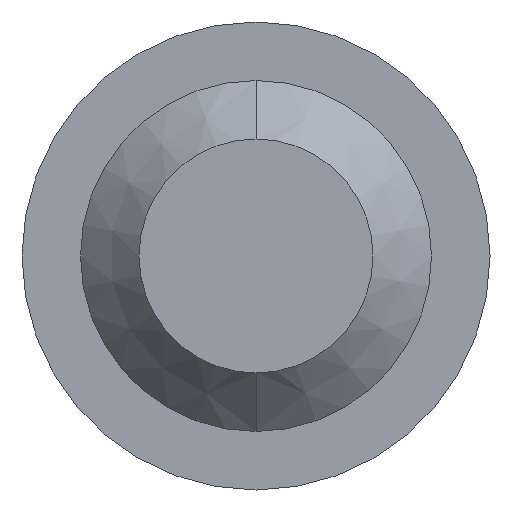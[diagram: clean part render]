
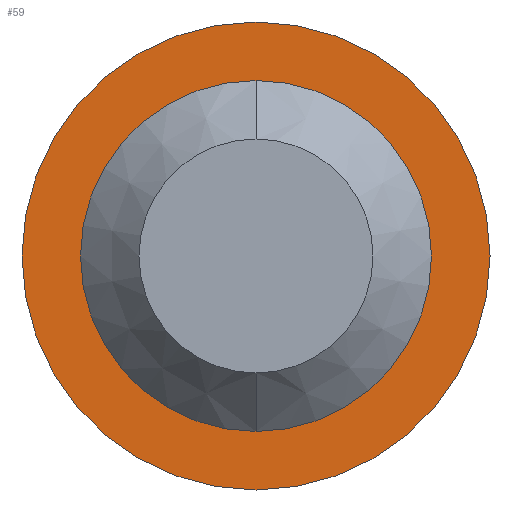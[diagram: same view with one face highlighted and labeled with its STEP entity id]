
A CAD part, front view. The second image highlights one B-rep face of the part: STEP entity #59.
In plain terms, the highlighted planar face has unit normal (0, -1, 0).
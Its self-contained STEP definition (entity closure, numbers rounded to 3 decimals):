
#10 = ORIENTED_EDGE ( 'NONE', *, *, #271, .T. ) ;
#26 = DIRECTION ( 'NONE',  ( 0., 0., 1. ) ) ;
#38 = EDGE_CURVE ( 'NONE', #225, #295, #294, .T. ) ;
#58 = DIRECTION ( 'NONE',  ( 0., 0., 1. ) ) ;
#59 = ADVANCED_FACE ( 'NONE', ( #166, #303 ), #173, .F. ) ;
#60 = CARTESIAN_POINT ( 'NONE',  ( 0., 4., -2. ) ) ;
#69 = AXIS2_PLACEMENT_3D ( 'NONE', #270, #175, #26 ) ;
#80 = DIRECTION ( 'NONE',  ( 0., 0., 1. ) ) ;
#81 = DIRECTION ( 'NONE',  ( 0., 1., 0. ) ) ;
#112 = CARTESIAN_POINT ( 'NONE',  ( 0., 4., 0. ) ) ;
#115 = DIRECTION ( 'NONE',  ( 0., 1., 0. ) ) ;
#118 = EDGE_LOOP ( 'NONE', ( #312, #317 ) ) ;
#123 = AXIS2_PLACEMENT_3D ( 'NONE', #112, #278, #58 ) ;
#133 = CARTESIAN_POINT ( 'NONE',  ( 0., 4., 0. ) ) ;
#151 = AXIS2_PLACEMENT_3D ( 'NONE', #184, #81, #255 ) ;
#152 = CIRCLE ( 'NONE', #189, 1.5 ) ;
#156 = DIRECTION ( 'NONE',  ( 0., 0., 1. ) ) ;
#166 = FACE_BOUND ( 'NONE', #300, .T. ) ;
#173 = PLANE ( 'NONE',  #69 ) ;
#175 = DIRECTION ( 'NONE',  ( 0., 1., 0. ) ) ;
#182 = CARTESIAN_POINT ( 'NONE',  ( 0., 4., 0. ) ) ;
#184 = CARTESIAN_POINT ( 'NONE',  ( 0., 4., 0. ) ) ;
#189 = AXIS2_PLACEMENT_3D ( 'NONE', #182, #115, #80 ) ;
#198 = AXIS2_PLACEMENT_3D ( 'NONE', #133, #304, #156 ) ;
#206 = CARTESIAN_POINT ( 'NONE',  ( 0., 4., 1.5 ) ) ;
#225 = VERTEX_POINT ( 'NONE', #285 ) ;
#236 = EDGE_CURVE ( 'NONE', #272, #237, #253, .T. ) ;
#237 = VERTEX_POINT ( 'NONE', #60 ) ;
#253 = CIRCLE ( 'NONE', #151, 2. ) ;
#255 = DIRECTION ( 'NONE',  ( 0., 0., 1. ) ) ;
#270 = CARTESIAN_POINT ( 'NONE',  ( 0., 4., 0. ) ) ;
#271 = EDGE_CURVE ( 'NONE', #295, #225, #152, .T. ) ;
#272 = VERTEX_POINT ( 'NONE', #280 ) ;
#278 = DIRECTION ( 'NONE',  ( 0., 1., 0. ) ) ;
#280 = CARTESIAN_POINT ( 'NONE',  ( 0., 4., 2. ) ) ;
#284 = CIRCLE ( 'NONE', #198, 2. ) ;
#285 = CARTESIAN_POINT ( 'NONE',  ( 0., 4., -1.5 ) ) ;
#294 = CIRCLE ( 'NONE', #123, 1.5 ) ;
#295 = VERTEX_POINT ( 'NONE', #206 ) ;
#300 = EDGE_LOOP ( 'NONE', ( #306, #10 ) ) ;
#303 = FACE_OUTER_BOUND ( 'NONE', #118, .T. ) ;
#304 = DIRECTION ( 'NONE',  ( 0., 1., 0. ) ) ;
#306 = ORIENTED_EDGE ( 'NONE', *, *, #38, .T. ) ;
#312 = ORIENTED_EDGE ( 'NONE', *, *, #315, .F. ) ;
#315 = EDGE_CURVE ( 'NONE', #237, #272, #284, .T. ) ;
#317 = ORIENTED_EDGE ( 'NONE', *, *, #236, .F. ) ;
